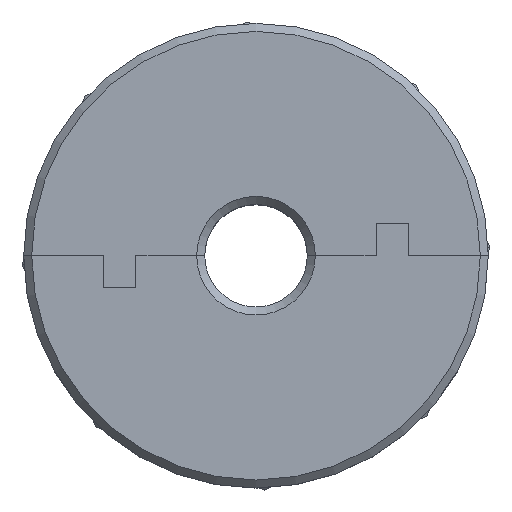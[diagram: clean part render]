
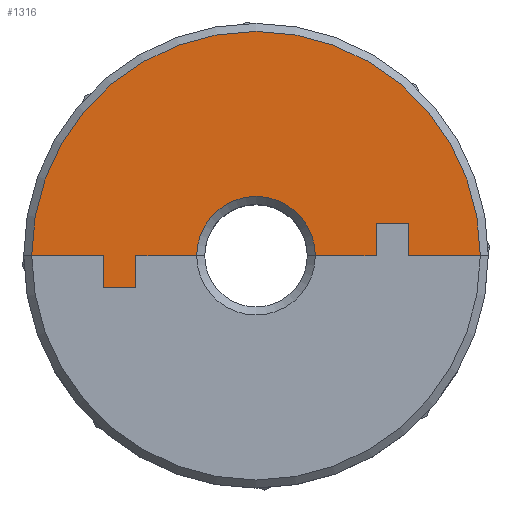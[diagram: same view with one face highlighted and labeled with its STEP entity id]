
A CAD part, top view. The second image highlights one B-rep face of the part: STEP entity #1316.
In plain terms, the highlighted planar face has unit normal (0, 0, 1).
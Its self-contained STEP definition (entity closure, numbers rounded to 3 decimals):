
#21 = DIRECTION ( 'NONE',  ( 0., -1., 0. ) ) ;
#51 = CARTESIAN_POINT ( 'NONE',  ( 3.15, -2.371, 32.5 ) ) ;
#56 = EDGE_LOOP ( 'NONE', ( #1644, #409, #1096, #866, #370, #121, #1779, #1795, #870, #1164, #583, #150 ) ) ;
#62 = CARTESIAN_POINT ( 'NONE',  ( -4.35, -4.371, 32.5 ) ) ;
#94 = VERTEX_POINT ( 'NONE', #147 ) ;
#110 = CARTESIAN_POINT ( 'NONE',  ( -8.05, -4.371, 32.5 ) ) ;
#121 = ORIENTED_EDGE ( 'NONE', *, *, #1558, .T. ) ;
#132 = VECTOR ( 'NONE', #1202, 1000. ) ;
#134 = VERTEX_POINT ( 'NONE', #1204 ) ;
#140 = CARTESIAN_POINT ( 'NONE',  ( -18.35, -4.371, 32.5 ) ) ;
#147 = CARTESIAN_POINT ( 'NONE',  ( -11.85, -4.371, 32.5 ) ) ;
#150 = ORIENTED_EDGE ( 'NONE', *, *, #852, .T. ) ;
#247 = CARTESIAN_POINT ( 'NONE',  ( -13.85, -6.371, 32.5 ) ) ;
#251 = VERTEX_POINT ( 'NONE', #788 ) ;
#256 = CARTESIAN_POINT ( 'NONE',  ( -13.85, -4.371, 32.5 ) ) ;
#261 = AXIS2_PLACEMENT_3D ( 'NONE', #62, #524, #1131 ) ;
#311 = DIRECTION ( 'NONE',  ( 0., 1., 0. ) ) ;
#329 = PLANE ( 'NONE',  #801 ) ;
#353 = CARTESIAN_POINT ( 'NONE',  ( -4.35, -4.371, 32.5 ) ) ;
#358 = DIRECTION ( 'NONE',  ( 1., 0., 0. ) ) ;
#370 = ORIENTED_EDGE ( 'NONE', *, *, #695, .T. ) ;
#383 = DIRECTION ( 'NONE',  ( 1., 0., 0. ) ) ;
#385 = EDGE_CURVE ( 'NONE', #1974, #904, #643, .T. ) ;
#386 = EDGE_CURVE ( 'NONE', #94, #1974, #1110, .T. ) ;
#409 = ORIENTED_EDGE ( 'NONE', *, *, #385, .T. ) ;
#450 = CARTESIAN_POINT ( 'NONE',  ( 3.15, -4.371, 32.5 ) ) ;
#479 = VECTOR ( 'NONE', #666, 1000. ) ;
#483 = VECTOR ( 'NONE', #704, 1000. ) ;
#490 = CARTESIAN_POINT ( 'NONE',  ( -11.85, -4.371, 32.5 ) ) ;
#501 = CARTESIAN_POINT ( 'NONE',  ( -18.85, -4.371, 32.5 ) ) ;
#524 = DIRECTION ( 'NONE',  ( 0., 0., -1. ) ) ;
#532 = VERTEX_POINT ( 'NONE', #626 ) ;
#583 = ORIENTED_EDGE ( 'NONE', *, *, #1089, .T. ) ;
#619 = VERTEX_POINT ( 'NONE', #140 ) ;
#626 = CARTESIAN_POINT ( 'NONE',  ( -13.85, -6.371, 32.5 ) ) ;
#643 = CIRCLE ( 'NONE', #261, 3.7 ) ;
#645 = CARTESIAN_POINT ( 'NONE',  ( -11.85, -6.371, 32.5 ) ) ;
#666 = DIRECTION ( 'NONE',  ( 1., 0., 0. ) ) ;
#689 = LINE ( 'NONE', #501, #1857 ) ;
#695 = EDGE_CURVE ( 'NONE', #1328, #251, #1264, .T. ) ;
#697 = LINE ( 'NONE', #1304, #132 ) ;
#704 = DIRECTION ( 'NONE',  ( 1., 0., 0. ) ) ;
#788 = CARTESIAN_POINT ( 'NONE',  ( 5.15, -2.371, 32.5 ) ) ;
#801 = AXIS2_PLACEMENT_3D ( 'NONE', #353, #1260, #1094 ) ;
#809 = FACE_OUTER_BOUND ( 'NONE', #56, .T. ) ;
#852 = EDGE_CURVE ( 'NONE', #134, #94, #1538, .T. ) ;
#866 = ORIENTED_EDGE ( 'NONE', *, *, #1777, .T. ) ;
#870 = ORIENTED_EDGE ( 'NONE', *, *, #1392, .T. ) ;
#904 = VERTEX_POINT ( 'NONE', #1268 ) ;
#961 = CIRCLE ( 'NONE', #1384, 14. ) ;
#988 = DIRECTION ( 'NONE',  ( 0., 0., 1. ) ) ;
#993 = CARTESIAN_POINT ( 'NONE',  ( 5.15, -4.371, 32.5 ) ) ;
#1004 = LINE ( 'NONE', #1168, #1926 ) ;
#1052 = VECTOR ( 'NONE', #1748, 1000. ) ;
#1078 = VERTEX_POINT ( 'NONE', #993 ) ;
#1089 = EDGE_CURVE ( 'NONE', #532, #134, #1803, .T. ) ;
#1094 = DIRECTION ( 'NONE',  ( 1., 0., 0. ) ) ;
#1096 = ORIENTED_EDGE ( 'NONE', *, *, #1842, .T. ) ;
#1104 = LINE ( 'NONE', #1740, #1924 ) ;
#1106 = VERTEX_POINT ( 'NONE', #256 ) ;
#1109 = CARTESIAN_POINT ( 'NONE',  ( -4.35, -4.371, 32.5 ) ) ;
#1110 = LINE ( 'NONE', #490, #1052 ) ;
#1131 = DIRECTION ( 'NONE',  ( 1., 0., 0. ) ) ;
#1164 = ORIENTED_EDGE ( 'NONE', *, *, #1336, .T. ) ;
#1168 = CARTESIAN_POINT ( 'NONE',  ( 5.15, -2.371, 32.5 ) ) ;
#1185 = VECTOR ( 'NONE', #1535, 1000. ) ;
#1202 = DIRECTION ( 'NONE',  ( 1., 0., 0. ) ) ;
#1204 = CARTESIAN_POINT ( 'NONE',  ( -11.85, -6.371, 32.5 ) ) ;
#1225 = VERTEX_POINT ( 'NONE', #450 ) ;
#1260 = DIRECTION ( 'NONE',  ( 0., 0., 1. ) ) ;
#1264 = LINE ( 'NONE', #51, #479 ) ;
#1268 = CARTESIAN_POINT ( 'NONE',  ( -0.65, -4.371, 32.5 ) ) ;
#1304 = CARTESIAN_POINT ( 'NONE',  ( 5.15, -4.371, 32.5 ) ) ;
#1307 = VERTEX_POINT ( 'NONE', #1717 ) ;
#1316 = ADVANCED_FACE ( 'NONE', ( #809 ), #329, .T. ) ;
#1328 = VERTEX_POINT ( 'NONE', #1561 ) ;
#1336 = EDGE_CURVE ( 'NONE', #1106, #532, #1104, .T. ) ;
#1350 = DIRECTION ( 'NONE',  ( 0., -1., 0. ) ) ;
#1355 = VECTOR ( 'NONE', #311, 1000. ) ;
#1384 = AXIS2_PLACEMENT_3D ( 'NONE', #1109, #988, #358 ) ;
#1392 = EDGE_CURVE ( 'NONE', #619, #1106, #689, .T. ) ;
#1399 = EDGE_CURVE ( 'NONE', #1307, #619, #961, .T. ) ;
#1474 = LINE ( 'NONE', #1933, #483 ) ;
#1535 = DIRECTION ( 'NONE',  ( 0., 1., 0. ) ) ;
#1538 = LINE ( 'NONE', #645, #1355 ) ;
#1558 = EDGE_CURVE ( 'NONE', #251, #1078, #1004, .T. ) ;
#1561 = CARTESIAN_POINT ( 'NONE',  ( 3.15, -2.371, 32.5 ) ) ;
#1644 = ORIENTED_EDGE ( 'NONE', *, *, #386, .T. ) ;
#1689 = EDGE_CURVE ( 'NONE', #1078, #1307, #697, .T. ) ;
#1717 = CARTESIAN_POINT ( 'NONE',  ( 9.65, -4.371, 32.5 ) ) ;
#1740 = CARTESIAN_POINT ( 'NONE',  ( -13.85, -4.371, 32.5 ) ) ;
#1748 = DIRECTION ( 'NONE',  ( 1., 0., 0. ) ) ;
#1752 = CARTESIAN_POINT ( 'NONE',  ( 3.15, -4.371, 32.5 ) ) ;
#1755 = VECTOR ( 'NONE', #1768, 1000. ) ;
#1768 = DIRECTION ( 'NONE',  ( 1., 0., 0. ) ) ;
#1777 = EDGE_CURVE ( 'NONE', #1225, #1328, #1908, .T. ) ;
#1779 = ORIENTED_EDGE ( 'NONE', *, *, #1689, .T. ) ;
#1795 = ORIENTED_EDGE ( 'NONE', *, *, #1399, .T. ) ;
#1803 = LINE ( 'NONE', #247, #1755 ) ;
#1842 = EDGE_CURVE ( 'NONE', #904, #1225, #1474, .T. ) ;
#1857 = VECTOR ( 'NONE', #383, 1000. ) ;
#1908 = LINE ( 'NONE', #1752, #1185 ) ;
#1924 = VECTOR ( 'NONE', #21, 1000. ) ;
#1926 = VECTOR ( 'NONE', #1350, 1000. ) ;
#1933 = CARTESIAN_POINT ( 'NONE',  ( -1.15, -4.371, 32.5 ) ) ;
#1974 = VERTEX_POINT ( 'NONE', #110 ) ;
